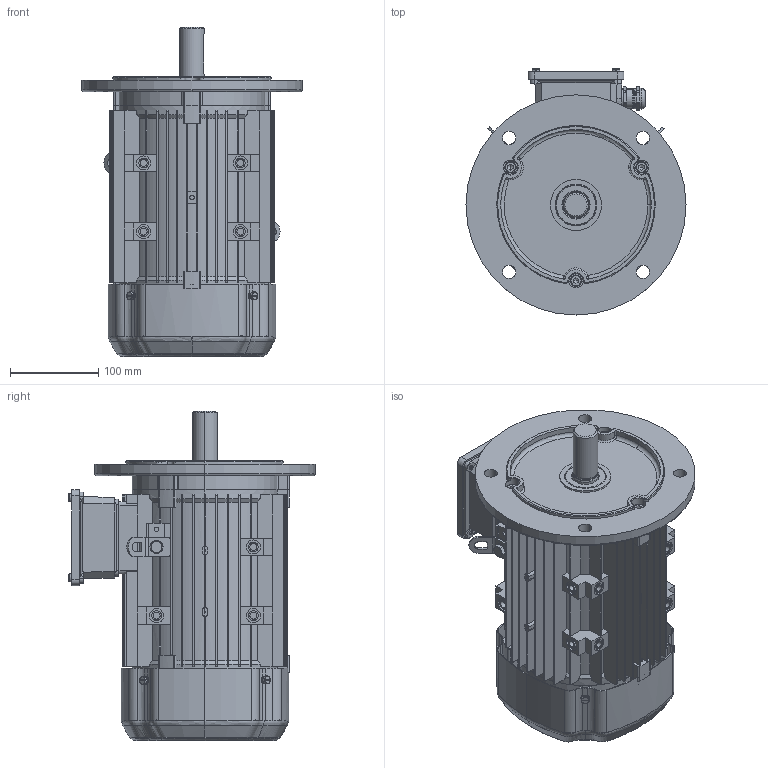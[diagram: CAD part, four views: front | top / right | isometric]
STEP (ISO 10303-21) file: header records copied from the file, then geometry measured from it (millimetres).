
FILE_DESCRIPTION (( 'STEP AP203' ), '1' );
FILE_NAME ('FCA-IE3-100-L-2468-B5-Ver.2.STEP', '2022-12-23T06:35:14', ( '' ), ( '' ), 'SwSTEP 2.0', 'SolidWorks 2020', '' );
FILE_SCHEMA (( 'CONFIG_CONTROL_DESIGN' ));
Length unit declared in the file: millimetre
Products named in the file (10): _HSK_M_EMV_1_691_2000_50_Sealing_insert_8; FCA-IE3-100-L-2468-B5-Ver.2; _V_N_Ms_SD_1_052_1601_50_O_Ring_4; _HSK_M_EMV_1_691_2000_50_Clamping_insert_6; _HSK_M_EMV_1_691_2000_50_Gland_2; HSK_M_EMV_1_691_2000_50; _V_N_Ms_SD_1_052_1601_50_Locking_screw_2; _HSK_M_EMV_1_691_2000_50_Nut_4; m20
Assembly tree (9 placements, depth 3):
  FCA-IE3-100-L-2468-B5-Ver.2
    FCA-IE3-100-L-2468-B5-Ver.2
    HSK_M_EMV_1_691_2000_50
      _HSK_M_EMV_1_691_2000_50_Gland_2
      _HSK_M_EMV_1_691_2000_50_Nut_4
      _HSK_M_EMV_1_691_2000_50_Clamping_insert_6
      _HSK_M_EMV_1_691_2000_50_Sealing_insert_8
    m20
      _V_N_Ms_SD_1_052_1601_50_Locking_screw_2
      _V_N_Ms_SD_1_052_1601_50_O_Ring_4
Bounding box: 250 x 279.5 x 374 mm (x, y, z)
Volume: 1932838.4 mm3; surface area: 1064103.3 mm2
Topology: 50 solids, 50 shells, 4557 faces, 12320 edges, 7984 vertices
Faces by surface type: plane 1945, cylinder 1689, torus 319, cone 306, bspline 278, sphere 20
Entity records: 194733 total; most frequent: CARTESIAN_POINT 79373, ORIENTED_EDGE 24584, DIRECTION 23284, EDGE_CURVE 12292, AXIS2_PLACEMENT_3D 8505, VERTEX_POINT 7982, LINE 6274, VECTOR 6274
